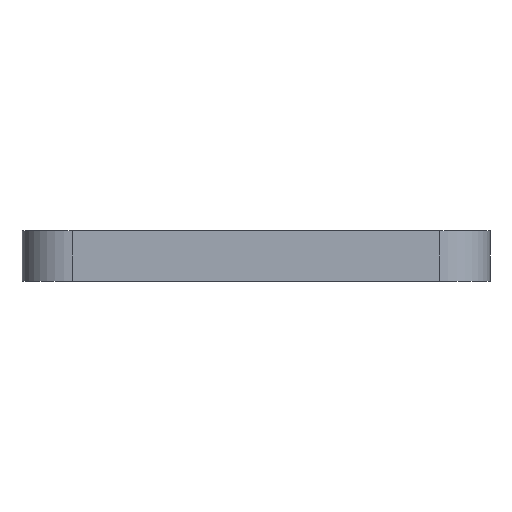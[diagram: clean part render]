
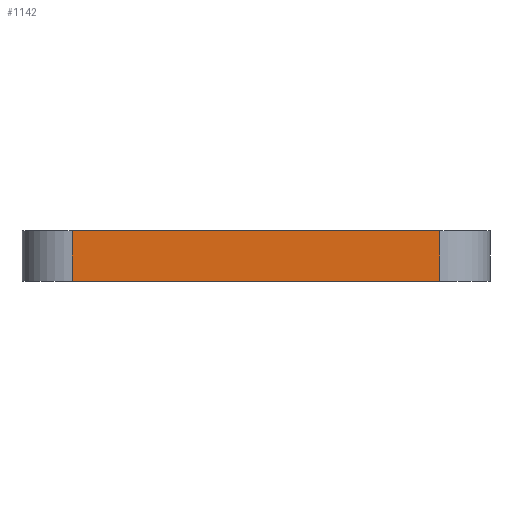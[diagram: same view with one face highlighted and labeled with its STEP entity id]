
A CAD part, front view. The second image highlights one B-rep face of the part: STEP entity #1142.
In plain terms, the highlighted planar face has unit normal (0, -1, 0).
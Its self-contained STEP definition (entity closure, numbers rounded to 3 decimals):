
#25 = DIRECTION ( 'NONE',  ( 1., 0., 0. ) ) ;
#95 = VERTEX_POINT ( 'NONE', #741 ) ;
#102 = VERTEX_POINT ( 'NONE', #752 ) ;
#105 = VERTEX_POINT ( 'NONE', #195 ) ;
#170 = VERTEX_POINT ( 'NONE', #213 ) ;
#195 = CARTESIAN_POINT ( 'NONE',  ( 20., 0., 0. ) ) ;
#204 = LINE ( 'NONE', #915, #1044 ) ;
#213 = CARTESIAN_POINT ( 'NONE',  ( 166., 0., 20. ) ) ;
#347 = CARTESIAN_POINT ( 'NONE',  ( 0., 0., 20. ) ) ;
#348 = PLANE ( 'NONE',  #543 ) ;
#350 = DIRECTION ( 'NONE',  ( 0., 1., 0. ) ) ;
#351 = DIRECTION ( 'NONE',  ( 0., 0., 1. ) ) ;
#464 = EDGE_CURVE ( 'NONE', #102, #170, #655, .T. ) ;
#465 = EDGE_CURVE ( 'NONE', #105, #102, #632, .T. ) ;
#543 = AXIS2_PLACEMENT_3D ( 'NONE', #347, #350, #351 ) ;
#611 = EDGE_CURVE ( 'NONE', #95, #105, #204, .T. ) ;
#613 = EDGE_CURVE ( 'NONE', #95, #170, #929, .T. ) ;
#624 = DIRECTION ( 'NONE',  ( 0., 0., 1. ) ) ;
#625 = CARTESIAN_POINT ( 'NONE',  ( 166., 0., 20. ) ) ;
#632 = LINE ( 'NONE', #1313, #652 ) ;
#638 = VECTOR ( 'NONE', #624, 1000. ) ;
#652 = VECTOR ( 'NONE', #25, 1000. ) ;
#655 = LINE ( 'NONE', #625, #638 ) ;
#741 = CARTESIAN_POINT ( 'NONE',  ( 20., 0., 20. ) ) ;
#752 = CARTESIAN_POINT ( 'NONE',  ( 166., 0., 0. ) ) ;
#915 = CARTESIAN_POINT ( 'NONE',  ( 20., 0., 20. ) ) ;
#916 = DIRECTION ( 'NONE',  ( 0., 0., -1. ) ) ;
#919 = CARTESIAN_POINT ( 'NONE',  ( 0., 0., 20. ) ) ;
#920 = DIRECTION ( 'NONE',  ( 1., 0., 0. ) ) ;
#929 = LINE ( 'NONE', #919, #930 ) ;
#930 = VECTOR ( 'NONE', #920, 1000. ) ;
#999 = FACE_OUTER_BOUND ( 'NONE', #1100, .T. ) ;
#1044 = VECTOR ( 'NONE', #916, 1000. ) ;
#1100 = EDGE_LOOP ( 'NONE', ( #1281, #1174, #1172, #1240 ) ) ;
#1142 = ADVANCED_FACE ( 'NONE', ( #999 ), #348, .F. ) ;
#1172 = ORIENTED_EDGE ( 'NONE', *, *, #465, .T. ) ;
#1174 = ORIENTED_EDGE ( 'NONE', *, *, #611, .T. ) ;
#1240 = ORIENTED_EDGE ( 'NONE', *, *, #464, .T. ) ;
#1281 = ORIENTED_EDGE ( 'NONE', *, *, #613, .F. ) ;
#1313 = CARTESIAN_POINT ( 'NONE',  ( 0., 0., 0. ) ) ;
